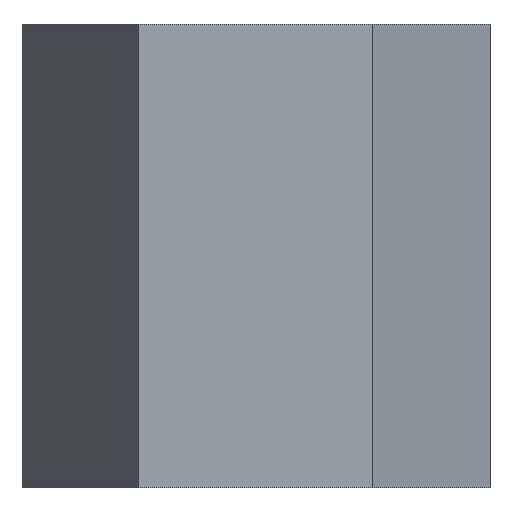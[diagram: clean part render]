
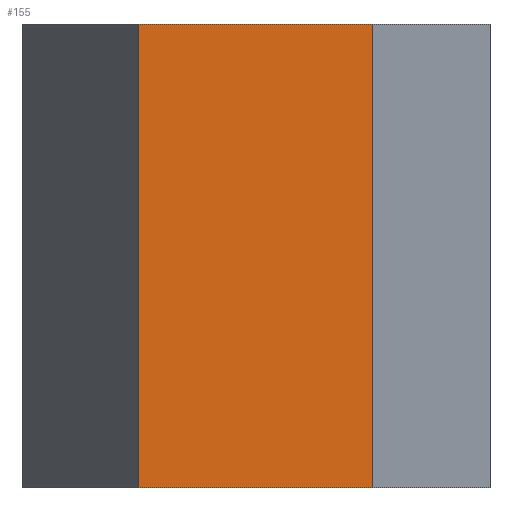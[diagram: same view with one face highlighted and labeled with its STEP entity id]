
A CAD part, left-side view. The second image highlights one B-rep face of the part: STEP entity #155.
In plain terms, the highlighted planar face has unit normal (-1, 0, 0).
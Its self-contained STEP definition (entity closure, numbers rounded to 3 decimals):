
#155=ADVANCED_FACE('',(#6025),#6027,.T.);
#6025=FACE_BOUND('',#6026,.T.);
#6026=EDGE_LOOP('',(#6669,#6670,#6671,#6672));
#6027=PLANE('',#6028);
#6028=AXIS2_PLACEMENT_3D('',#6029,#6030,#6031);
#6029=CARTESIAN_POINT('',(-3.5,2.021,0.));
#6030=DIRECTION('',(-1.,0.,0.));
#6031=DIRECTION('',(0.,-1.,0.));
#6669=ORIENTED_EDGE('',*,*,#6746,.T.);
#6670=ORIENTED_EDGE('',*,*,#6756,.T.);
#6671=ORIENTED_EDGE('',*,*,#6743,.F.);
#6672=ORIENTED_EDGE('',*,*,#6755,.F.);
#6743=EDGE_CURVE('',#6827,#6829,#6830,.T.);
#6746=EDGE_CURVE('',#6835,#6832,#6836,.T.);
#6755=EDGE_CURVE('',#6835,#6827,#6848,.T.);
#6756=EDGE_CURVE('',#6832,#6829,#6849,.T.);
#6827=VERTEX_POINT('',#9187);
#6829=VERTEX_POINT('',#9191);
#6830=LINE('',#9192,#9193);
#6832=VERTEX_POINT('',#9198);
#6835=VERTEX_POINT('',#9203);
#6836=LINE('',#9204,#9205);
#6848=LINE('',#9234,#9235);
#6849=LINE('',#9237,#9238);
#9187=CARTESIAN_POINT('',(-3.5,2.021,8.));
#9191=CARTESIAN_POINT('',(-3.5,-2.021,8.));
#9192=CARTESIAN_POINT('',(-3.5,2.021,8.));
#9193=VECTOR('',#9194,1.);
#9194=DIRECTION('',(0.,-1.,0.));
#9198=CARTESIAN_POINT('',(-3.5,-2.021,0.));
#9203=CARTESIAN_POINT('',(-3.5,2.021,0.));
#9204=CARTESIAN_POINT('',(-3.5,2.021,0.));
#9205=VECTOR('',#9206,1.);
#9206=DIRECTION('',(0.,-1.,0.));
#9234=CARTESIAN_POINT('',(-3.5,2.021,0.));
#9235=VECTOR('',#9236,1.);
#9236=DIRECTION('',(0.,0.,1.));
#9237=CARTESIAN_POINT('',(-3.5,-2.021,0.));
#9238=VECTOR('',#9239,1.);
#9239=DIRECTION('',(0.,0.,1.));
